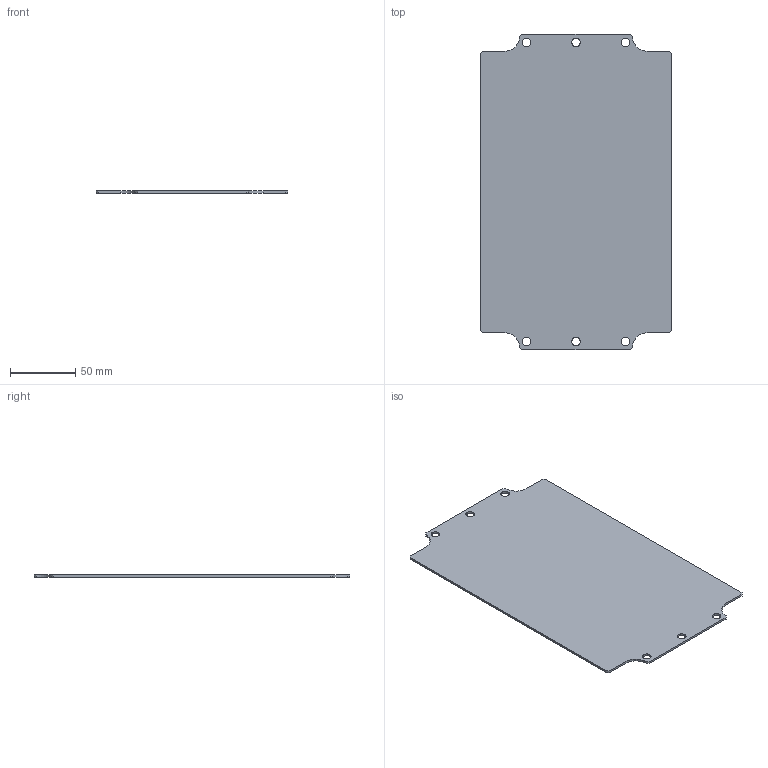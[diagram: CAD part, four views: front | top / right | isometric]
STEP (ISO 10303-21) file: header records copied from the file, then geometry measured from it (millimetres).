
FILE_DESCRIPTION (( 'STEP AP203' ), '1' );
FILE_NAME ('1590Z162PL.step', '2020-11-14T20:08:50', ( 'ADC123' ), ( 'Microsoft' ), 'SwSTEP 2.0', 'SolidWorks 2019', '' );
FILE_SCHEMA (( 'CONFIG_CONTROL_DESIGN' ));
Length unit declared in the file: inch
Products named in the file (1): 1590Z162PL
Bounding box: 147.52 x 242.7 x 1.61 mm (x, y, z)
Volume: 55018.7 mm3; surface area: 69636.7 mm2
Topology: 1 solids, 1 shells, 32 faces, 90 edges, 60 vertices
Faces by surface type: plane 22, cylinder 10
Full cylindrical faces by diameter (mm): 6.52 x6
Entity records: 1107 total; most frequent: CARTESIAN_POINT 177, DIRECTION 170, ORIENTED_EDGE 168, EDGE_CURVE 84, VECTOR 64, LINE 64, VERTEX_POINT 60, AXIS2_PLACEMENT_3D 53
